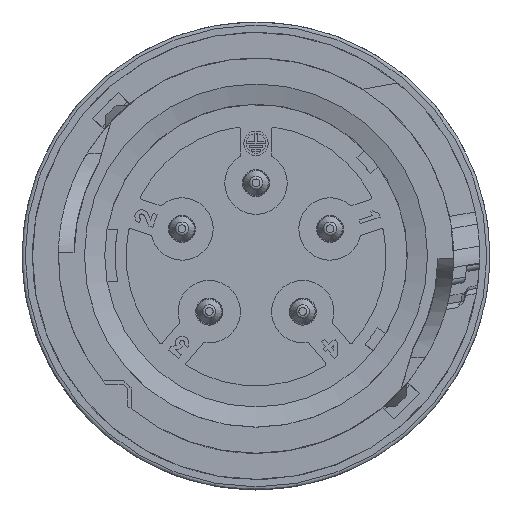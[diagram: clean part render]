
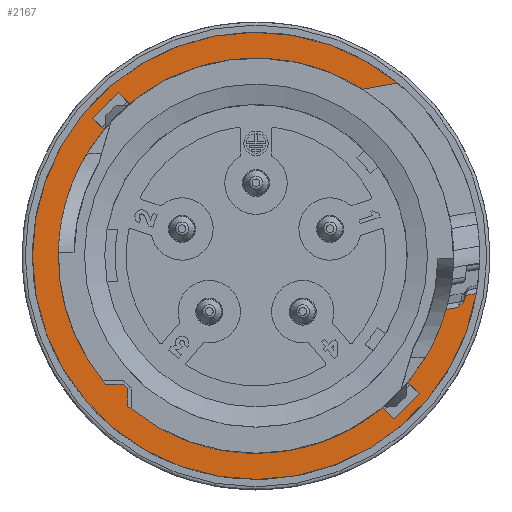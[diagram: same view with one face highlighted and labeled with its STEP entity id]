
A CAD part, top view. The second image highlights one B-rep face of the part: STEP entity #2167.
In plain terms, the highlighted planar face has unit normal (0, 0, 1).
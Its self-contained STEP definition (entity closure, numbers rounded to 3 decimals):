
#1376=FACE_OUTER_BOUND('',#3524,.T.);
#1586=B_SPLINE_CURVE_WITH_KNOTS('',3,(#20551,#20552,#20553,#20554),
 .UNSPECIFIED.,.F.,.F.,(4,4),(0.,1.),.UNSPECIFIED.);
#2167=ADVANCED_FACE('',(#1376),#2490,.T.);
#2490=PLANE('',#11597);
#3524=EDGE_LOOP('',(#6694,#6695,#6696,#6697,#6698,#6699,#6700,#6701,#6702,
#6703,#6704,#6705,#6706,#6707,#6708,#6709,#6710,#6711,#6712,#6713,#6714,
#6715,#6716));
#3669=CIRCLE('',#10984,19.);
#3671=CIRCLE('',#10986,19.);
#3672=CIRCLE('',#10987,19.);
#3674=CIRCLE('',#10989,19.);
#3880=CIRCLE('',#11480,19.);
#3881=CIRCLE('',#11482,19.);
#3886=CIRCLE('',#11491,20.5);
#3901=CIRCLE('',#11548,0.5);
#3903=CIRCLE('',#11550,17.75);
#3907=CIRCLE('',#11555,0.5);
#3912=CIRCLE('',#11585,21.5);
#3913=CIRCLE('',#11591,20.5);
#3916=CIRCLE('',#11596,20.5);
#6694=ORIENTED_EDGE('',*,*,#9090,.T.);
#6695=ORIENTED_EDGE('',*,*,#9054,.T.);
#6696=ORIENTED_EDGE('',*,*,#8282,.T.);
#6697=ORIENTED_EDGE('',*,*,#8906,.T.);
#6698=ORIENTED_EDGE('',*,*,#9091,.T.);
#6699=ORIENTED_EDGE('',*,*,#8909,.T.);
#6700=ORIENTED_EDGE('',*,*,#8278,.T.);
#6701=ORIENTED_EDGE('',*,*,#8898,.T.);
#6702=ORIENTED_EDGE('',*,*,#8997,.T.);
#6703=ORIENTED_EDGE('',*,*,#8999,.T.);
#6704=ORIENTED_EDGE('',*,*,#9002,.T.);
#6705=ORIENTED_EDGE('',*,*,#9007,.T.);
#6706=ORIENTED_EDGE('',*,*,#9009,.T.);
#6707=ORIENTED_EDGE('',*,*,#8896,.T.);
#6708=ORIENTED_EDGE('',*,*,#8277,.T.);
#6709=ORIENTED_EDGE('',*,*,#8918,.T.);
#6710=ORIENTED_EDGE('',*,*,#8914,.T.);
#6711=ORIENTED_EDGE('',*,*,#8921,.T.);
#6712=ORIENTED_EDGE('',*,*,#8273,.T.);
#6713=ORIENTED_EDGE('',*,*,#9059,.T.);
#6714=ORIENTED_EDGE('',*,*,#9064,.F.);
#6715=ORIENTED_EDGE('',*,*,#9080,.T.);
#6716=ORIENTED_EDGE('',*,*,#9082,.T.);
#7063=VERTEX_POINT('',#15447);
#7096=VERTEX_POINT('',#15637);
#7141=VERTEX_POINT('',#15828);
#7142=VERTEX_POINT('',#15830);
#7145=VERTEX_POINT('',#15836);
#7146=VERTEX_POINT('',#15839);
#7149=VERTEX_POINT('',#15845);
#7150=VERTEX_POINT('',#15847);
#7590=VERTEX_POINT('',#19449);
#7591=VERTEX_POINT('',#19453);
#7597=VERTEX_POINT('',#19468);
#7598=VERTEX_POINT('',#19505);
#7600=VERTEX_POINT('',#19510);
#7602=VERTEX_POINT('',#19514);
#7636=VERTEX_POINT('',#19919);
#7637=VERTEX_POINT('',#19926);
#7639=VERTEX_POINT('',#19952);
#7641=VERTEX_POINT('',#19987);
#7668=VERTEX_POINT('',#20297);
#7671=VERTEX_POINT('',#20313);
#7676=VERTEX_POINT('',#20345);
#7685=VERTEX_POINT('',#20452);
#7687=VERTEX_POINT('',#20460);
#8273=EDGE_CURVE('',#7142,#7141,#3669,.T.);
#8277=EDGE_CURVE('',#7063,#7145,#3671,.T.);
#8278=EDGE_CURVE('',#7146,#7096,#3672,.T.);
#8282=EDGE_CURVE('',#7150,#7149,#3674,.T.);
#8896=EDGE_CURVE('',#7590,#7063,#3880,.T.);
#8898=EDGE_CURVE('',#7096,#7591,#3881,.T.);
#8906=EDGE_CURVE('',#7149,#7597,#9782,.T.);
#8909=EDGE_CURVE('',#7598,#7146,#9783,.T.);
#8914=EDGE_CURVE('',#7600,#7602,#3886,.T.);
#8918=EDGE_CURVE('',#7145,#7600,#9789,.T.);
#8921=EDGE_CURVE('',#7602,#7142,#9790,.T.);
#8997=EDGE_CURVE('',#7591,#7636,#9831,.T.);
#8999=EDGE_CURVE('',#7636,#7637,#3901,.T.);
#9002=EDGE_CURVE('',#7637,#7639,#3903,.T.);
#9007=EDGE_CURVE('',#7639,#7641,#3907,.T.);
#9009=EDGE_CURVE('',#7641,#7590,#9832,.T.);
#9054=EDGE_CURVE('',#7668,#7150,#9853,.T.);
#9059=EDGE_CURVE('',#7141,#7671,#9855,.T.);
#9064=EDGE_CURVE('',#7676,#7671,#3912,.T.);
#9080=EDGE_CURVE('',#7676,#7685,#9861,.T.);
#9082=EDGE_CURVE('',#7685,#7687,#3913,.T.);
#9090=EDGE_CURVE('',#7687,#7668,#1586,.T.);
#9091=EDGE_CURVE('',#7597,#7598,#3916,.T.);
#9782=LINE('',#19469,#10552);
#9783=LINE('',#19504,#10553);
#9789=LINE('',#19523,#10559);
#9790=LINE('',#19558,#10560);
#9831=LINE('',#19920,#10601);
#9832=LINE('',#20012,#10602);
#9853=LINE('',#20298,#10623);
#9855=LINE('',#20314,#10625);
#9861=LINE('',#20453,#10631);
#10552=VECTOR('',#14001,1.);
#10553=VECTOR('',#14004,1.);
#10559=VECTOR('',#14022,1.);
#10560=VECTOR('',#14025,1.);
#10601=VECTOR('',#14168,1.);
#10602=VECTOR('',#14187,1.);
#10623=VECTOR('',#14258,1.);
#10625=VECTOR('',#14266,1.);
#10631=VECTOR('',#14284,1.);
#10984=AXIS2_PLACEMENT_3D('',#15829,#12669,#12670);
#10986=AXIS2_PLACEMENT_3D('',#15837,#12675,#12676);
#10987=AXIS2_PLACEMENT_3D('',#15838,#12677,#12678);
#10989=AXIS2_PLACEMENT_3D('',#15846,#12683,#12684);
#11480=AXIS2_PLACEMENT_3D('',#19448,#13980,#13981);
#11482=AXIS2_PLACEMENT_3D('',#19452,#13985,#13986);
#11491=AXIS2_PLACEMENT_3D('',#19515,#14012,#14013);
#11548=AXIS2_PLACEMENT_3D('',#19927,#14171,#14172);
#11550=AXIS2_PLACEMENT_3D('',#19953,#14175,#14176);
#11555=AXIS2_PLACEMENT_3D('',#19988,#14185,#14186);
#11585=AXIS2_PLACEMENT_3D('',#20346,#14270,#14271);
#11591=AXIS2_PLACEMENT_3D('',#20461,#14287,#14288);
#11596=AXIS2_PLACEMENT_3D('',#20576,#14297,#14298);
#11597=AXIS2_PLACEMENT_3D('',#20577,#14299,#14300);
#12669=DIRECTION('',(0.,0.,-1.));
#12670=DIRECTION('',(-0.639,0.769,0.));
#12675=DIRECTION('',(0.,0.,-1.));
#12676=DIRECTION('',(-0.761,-0.649,0.));
#12677=DIRECTION('',(0.,0.,-1.));
#12678=DIRECTION('',(0.639,-0.769,0.));
#12683=DIRECTION('',(0.,0.,-1.));
#12684=DIRECTION('',(0.962,-0.272,0.));
#13980=DIRECTION('',(0.,0.,-1.));
#13981=DIRECTION('',(-0.761,-0.649,0.));
#13985=DIRECTION('',(0.,0.,-1.));
#13986=DIRECTION('',(0.639,-0.769,0.));
#14001=DIRECTION('',(0.707,-0.707,0.));
#14004=DIRECTION('',(-0.707,0.707,0.));
#14012=DIRECTION('',(0.,0.,-1.));
#14013=DIRECTION('',(-0.765,0.644,0.));
#14022=DIRECTION('',(-0.707,0.707,0.));
#14025=DIRECTION('',(0.707,-0.707,0.));
#14168=DIRECTION('',(0.,1.,0.));
#14171=DIRECTION('',(0.,0.,1.));
#14172=DIRECTION('',(1.,0.,0.));
#14175=DIRECTION('',(0.,0.,-1.));
#14176=DIRECTION('',(-0.703,-0.711,0.));
#14185=DIRECTION('',(0.,0.,1.));
#14186=DIRECTION('',(0.711,0.703,0.));
#14187=DIRECTION('',(-1.,0.,0.));
#14258=DIRECTION('',(-0.985,-0.174,0.));
#14266=DIRECTION('',(0.985,0.174,0.));
#14270=DIRECTION('',(0.,0.,-1.));
#14271=DIRECTION('',(0.986,-0.168,0.));
#14284=DIRECTION('',(-0.985,-0.174,0.));
#14287=DIRECTION('',(0.,0.,-1.));
#14288=DIRECTION('',(0.983,-0.186,0.));
#14297=DIRECTION('',(0.,0.,-1.));
#14298=DIRECTION('',(0.765,-0.644,0.));
#14299=DIRECTION('',(0.,0.,1.));
#14300=DIRECTION('',(0.985,0.174,0.));
#15447=CARTESIAN_POINT('',(35.284,-12.018,-37.3));
#15637=CARTESIAN_POINT('',(37.982,-14.716,-37.3));
#15828=CARTESIAN_POINT('',(60.219,16.018,-37.3));
#15829=CARTESIAN_POINT('',(50.,0.,-37.3));
#15830=CARTESIAN_POINT('',(37.86,14.615,-37.3));
#15836=CARTESIAN_POINT('',(35.385,12.14,-37.3));
#15837=CARTESIAN_POINT('',(50.,0.,-37.3));
#15838=CARTESIAN_POINT('',(50.,0.,-37.3));
#15839=CARTESIAN_POINT('',(62.14,-14.615,-37.3));
#15845=CARTESIAN_POINT('',(64.615,-12.14,-37.3));
#15846=CARTESIAN_POINT('',(50.,0.,-37.3));
#15847=CARTESIAN_POINT('',(68.286,-5.16,-37.3));
#19448=CARTESIAN_POINT('',(50.,0.,-37.3));
#19449=CARTESIAN_POINT('',(35.546,-12.332,-37.3));
#19452=CARTESIAN_POINT('',(50.,0.,-37.3));
#19453=CARTESIAN_POINT('',(37.668,-14.454,-37.3));
#19468=CARTESIAN_POINT('',(65.68,-13.205,-37.3));
#19469=CARTESIAN_POINT('',(64.615,-12.14,-37.3));
#19504=CARTESIAN_POINT('',(63.205,-15.68,-37.3));
#19505=CARTESIAN_POINT('',(63.205,-15.68,-37.3));
#19510=CARTESIAN_POINT('',(34.32,13.205,-37.3));
#19514=CARTESIAN_POINT('',(36.795,15.68,-37.3));
#19515=CARTESIAN_POINT('',(50.,0.,-37.3));
#19523=CARTESIAN_POINT('',(35.385,12.14,-37.3));
#19558=CARTESIAN_POINT('',(36.795,15.68,-37.3));
#19919=CARTESIAN_POINT('',(37.668,-12.977,-37.3));
#19920=CARTESIAN_POINT('',(37.668,-14.454,-37.3));
#19926=CARTESIAN_POINT('',(37.519,-12.621,-37.3));
#19927=CARTESIAN_POINT('',(37.168,-12.977,-37.3));
#19952=CARTESIAN_POINT('',(37.379,-12.481,-37.3));
#19953=CARTESIAN_POINT('',(50.,0.,-37.3));
#19987=CARTESIAN_POINT('',(37.023,-12.332,-37.3));
#19988=CARTESIAN_POINT('',(37.023,-12.832,-37.3));
#20012=CARTESIAN_POINT('',(37.023,-12.332,-37.3));
#20297=CARTESIAN_POINT('',(69.373,-4.968,-37.3));
#20298=CARTESIAN_POINT('',(69.373,-4.968,-37.3));
#20313=CARTESIAN_POINT('',(63.638,16.621,-37.3));
#20314=CARTESIAN_POINT('',(60.219,16.018,-37.3));
#20345=CARTESIAN_POINT('',(71.193,-3.621,-37.3));
#20346=CARTESIAN_POINT('',(50.,0.,-37.3));
#20452=CARTESIAN_POINT('',(70.144,-3.806,-37.3));
#20453=CARTESIAN_POINT('',(71.193,-3.621,-37.3));
#20460=CARTESIAN_POINT('',(70.075,-4.153,-37.3));
#20461=CARTESIAN_POINT('',(50.,0.,-37.3));
#20551=CARTESIAN_POINT('',(70.075,-4.153,-37.3));
#20552=CARTESIAN_POINT('',(70.001,-4.495,-37.3));
#20553=CARTESIAN_POINT('',(69.669,-4.751,-37.3));
#20554=CARTESIAN_POINT('',(69.373,-4.968,-37.3));
#20576=CARTESIAN_POINT('',(50.,0.,-37.3));
#20577=CARTESIAN_POINT('',(30.531,-27.506,-37.3));
